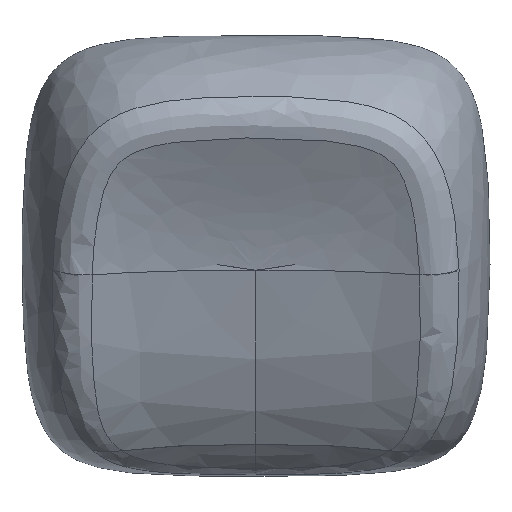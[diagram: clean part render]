
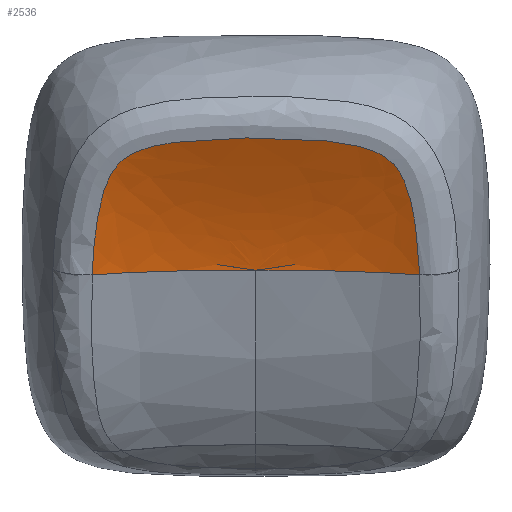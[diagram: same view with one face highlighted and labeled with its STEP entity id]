
A CAD part, top view. The second image highlights one B-rep face of the part: STEP entity #2536.
In plain terms, the highlighted free-form (B-spline) face has degree [3, 3] with [10, 5] control points.
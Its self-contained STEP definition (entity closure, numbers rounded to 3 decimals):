
#40=(
BOUNDED_CURVE()
B_SPLINE_CURVE(5,(#11224,#11225,#11226,#11227,#11228,#11229,#11230,#11231,
#11232),.UNSPECIFIED.,.F.,.F.)
B_SPLINE_CURVE_WITH_KNOTS((6,1,1,1,6),(0.221,0.4,0.6,0.8,1.),
 .UNSPECIFIED.)
CURVE()
GEOMETRIC_REPRESENTATION_ITEM()
RATIONAL_B_SPLINE_CURVE((1.,1.,1.,1.,1.,1.,1.,1.,1.))
REPRESENTATION_ITEM('')
);
#42=(
BOUNDED_CURVE()
B_SPLINE_CURVE(5,(#11296,#11297,#11298,#11299,#11300,#11301,#11302,#11303,
#11304),.UNSPECIFIED.,.F.,.F.)
B_SPLINE_CURVE_WITH_KNOTS((6,1,1,1,6),(0.221,0.4,0.6,0.8,1.),
 .UNSPECIFIED.)
CURVE()
GEOMETRIC_REPRESENTATION_ITEM()
RATIONAL_B_SPLINE_CURVE((1.,1.,1.,1.,1.,1.,1.,1.,1.))
REPRESENTATION_ITEM('')
);
#251=FACE_OUTER_BOUND('',#401,.T.);
#401=EDGE_LOOP('',(#1961,#1962,#1963));
#814=B_SPLINE_CURVE_WITH_KNOTS('',3,(#11099,#11100,#11101,#11102,#11103,
#11104,#11105,#11106,#11107,#11108,#11109,#11110,#11111,#11112,#11113,#11114,
#11115,#11116,#11117,#11118,#11119,#11120,#11121,#11122,#11123,#11124),
 .UNSPECIFIED.,.F.,.F.,(4,1,1,1,1,1,1,1,1,1,1,2,1,1,1,1,1,1,1,1,1,1,4),
(-2.058,-1.852,-1.749,-1.698,
-1.647,-1.595,-1.544,-1.492,-1.441,
-1.338,-1.235,-1.029,-0.823,
-0.72,-0.618,-0.566,-0.515,
-0.463,-0.412,-0.36,-0.309,
-0.206,0.),.UNSPECIFIED.);
#1070=VERTEX_POINT('',#10954);
#1071=VERTEX_POINT('',#11097);
#1073=VERTEX_POINT('',#11223);
#1415=EDGE_CURVE('',#1070,#1071,#814,.T.);
#1418=EDGE_CURVE('',#1071,#1073,#40,.T.);
#1421=EDGE_CURVE('',#1070,#1073,#42,.T.);
#1961=ORIENTED_EDGE('',*,*,#1415,.F.);
#1962=ORIENTED_EDGE('',*,*,#1421,.T.);
#1963=ORIENTED_EDGE('',*,*,#1418,.F.);
#2423=B_SPLINE_SURFACE_WITH_KNOTS('',3,3,((#11246,#11247,#11248,#11249,
#11250),(#11251,#11252,#11253,#11254,#11255),(#11256,#11257,#11258,#11259,
#11260),(#11261,#11262,#11263,#11264,#11265),(#11266,#11267,#11268,#11269,
#11270),(#11271,#11272,#11273,#11274,#11275),(#11276,#11277,#11278,#11279,
#11280),(#11281,#11282,#11283,#11284,#11285),(#11286,#11287,#11288,#11289,
#11290),(#11291,#11292,#11293,#11294,#11295)),.UNSPECIFIED.,.F.,.F.,.F.,
(4,1,1,1,1,1,1,4),(4,1,4),(0.,0.143,0.286,0.429,
0.571,0.714,0.857,1.),(0.142,
0.51,1.),.UNSPECIFIED.);
#2536=ADVANCED_FACE('',(#251),#2423,.F.);
#10954=CARTESIAN_POINT('',(-6.123,-0.726,7.008));
#11097=CARTESIAN_POINT('',(6.123,-0.726,7.008));
#11099=CARTESIAN_POINT('Ctrl Pts',(-6.123,-0.726,
7.008));
#11100=CARTESIAN_POINT('Ctrl Pts',(-6.097,-0.079,
7.173));
#11101=CARTESIAN_POINT('Ctrl Pts',(-6.021,0.888,7.429));
#11102=CARTESIAN_POINT('Ctrl Pts',(-5.823,1.965,7.743));
#11103=CARTESIAN_POINT('Ctrl Pts',(-5.648,2.548,7.925));
#11104=CARTESIAN_POINT('Ctrl Pts',(-5.472,2.962,8.059));
#11105=CARTESIAN_POINT('Ctrl Pts',(-5.225,3.345,8.184));
#11106=CARTESIAN_POINT('Ctrl Pts',(-4.89,3.655,8.282));
#11107=CARTESIAN_POINT('Ctrl Pts',(-4.474,3.883,8.349));
#11108=CARTESIAN_POINT('Ctrl Pts',(-3.868,4.092,8.408));
#11109=CARTESIAN_POINT('Ctrl Pts',(-3.05,4.245,8.45));
#11110=CARTESIAN_POINT('Ctrl Pts',(-1.711,4.37,8.488));
#11111=CARTESIAN_POINT('Ctrl Pts',(-0.683,4.395,
8.496));
#11112=CARTESIAN_POINT('Ctrl Pts',(0.684,4.395,8.496));
#11113=CARTESIAN_POINT('Ctrl Pts',(1.709,4.37,8.488));
#11114=CARTESIAN_POINT('Ctrl Pts',(3.054,4.244,8.45));
#11115=CARTESIAN_POINT('Ctrl Pts',(3.868,4.093,8.408));
#11116=CARTESIAN_POINT('Ctrl Pts',(4.479,3.881,8.348));
#11117=CARTESIAN_POINT('Ctrl Pts',(4.889,3.656,8.282));
#11118=CARTESIAN_POINT('Ctrl Pts',(5.229,3.34,8.182));
#11119=CARTESIAN_POINT('Ctrl Pts',(5.471,2.962,8.059));
#11120=CARTESIAN_POINT('Ctrl Pts',(5.649,2.545,7.924));
#11121=CARTESIAN_POINT('Ctrl Pts',(5.823,1.963,7.742));
#11122=CARTESIAN_POINT('Ctrl Pts',(6.021,0.888,7.429));
#11123=CARTESIAN_POINT('Ctrl Pts',(6.097,-0.079,
7.173));
#11124=CARTESIAN_POINT('Ctrl Pts',(6.123,-0.726,
7.008));
#11223=CARTESIAN_POINT('',(0.,-0.552,6.359));
#11224=CARTESIAN_POINT('Ctrl Pts',(6.123,-0.726,
7.008));
#11225=CARTESIAN_POINT('Ctrl Pts',(5.963,-0.713,6.959));
#11226=CARTESIAN_POINT('Ctrl Pts',(5.61,-0.686,
6.859));
#11227=CARTESIAN_POINT('Ctrl Pts',(5.013,-0.647,
6.715));
#11228=CARTESIAN_POINT('Ctrl Pts',(4.06,-0.601,
6.543));
#11229=CARTESIAN_POINT('Ctrl Pts',(2.788,-0.568,
6.421));
#11230=CARTESIAN_POINT('Ctrl Pts',(1.523,-0.555,
6.37));
#11231=CARTESIAN_POINT('Ctrl Pts',(0.532,-0.552,
6.359));
#11232=CARTESIAN_POINT('Ctrl Pts',(0.,-0.552,
6.359));
#11246=CARTESIAN_POINT('Ctrl Pts',(-6.462,-0.755,
7.118));
#11247=CARTESIAN_POINT('Ctrl Pts',(-5.96,-0.709,
6.945));
#11248=CARTESIAN_POINT('Ctrl Pts',(-4.602,-0.608,
6.57));
#11249=CARTESIAN_POINT('Ctrl Pts',(-2.174,-0.552,
6.359));
#11250=CARTESIAN_POINT('Ctrl Pts',(0.,-0.552,
6.359));
#11251=CARTESIAN_POINT('Ctrl Pts',(-6.462,0.329,
7.408));
#11252=CARTESIAN_POINT('Ctrl Pts',(-5.96,0.219,7.193));
#11253=CARTESIAN_POINT('Ctrl Pts',(-4.602,-0.042,
6.722));
#11254=CARTESIAN_POINT('Ctrl Pts',(-2.174,-0.345,
6.414));
#11255=CARTESIAN_POINT('Ctrl Pts',(0.,-0.552,
6.359));
#11256=CARTESIAN_POINT('Ctrl Pts',(-6.248,2.469,7.982));
#11257=CARTESIAN_POINT('Ctrl Pts',(-5.758,2.069,7.689));
#11258=CARTESIAN_POINT('Ctrl Pts',(-4.366,1.059,7.016));
#11259=CARTESIAN_POINT('Ctrl Pts',(-1.997,0.009,
6.509));
#11260=CARTESIAN_POINT('Ctrl Pts',(0.,-0.552,
6.359));
#11261=CARTESIAN_POINT('Ctrl Pts',(-4.897,4.057,8.407));
#11262=CARTESIAN_POINT('Ctrl Pts',(-4.502,3.417,8.05));
#11263=CARTESIAN_POINT('Ctrl Pts',(-3.252,1.911,7.245));
#11264=CARTESIAN_POINT('Ctrl Pts',(-1.35,0.363,
6.604));
#11265=CARTESIAN_POINT('Ctrl Pts',(0.,-0.552,
6.359));
#11266=CARTESIAN_POINT('Ctrl Pts',(-1.978,4.42,8.505));
#11267=CARTESIAN_POINT('Ctrl Pts',(-1.814,3.701,8.126));
#11268=CARTESIAN_POINT('Ctrl Pts',(-1.257,2.146,7.308));
#11269=CARTESIAN_POINT('Ctrl Pts',(-0.475,0.54,
6.651));
#11270=CARTESIAN_POINT('Ctrl Pts',(0.,-0.552,
6.359));
#11271=CARTESIAN_POINT('Ctrl Pts',(1.982,4.419,8.504));
#11272=CARTESIAN_POINT('Ctrl Pts',(1.819,3.7,8.126));
#11273=CARTESIAN_POINT('Ctrl Pts',(1.26,2.146,7.308));
#11274=CARTESIAN_POINT('Ctrl Pts',(0.475,0.54,6.651));
#11275=CARTESIAN_POINT('Ctrl Pts',(0.,-0.552,
6.359));
#11276=CARTESIAN_POINT('Ctrl Pts',(4.893,4.056,8.407));
#11277=CARTESIAN_POINT('Ctrl Pts',(4.498,3.415,8.05));
#11278=CARTESIAN_POINT('Ctrl Pts',(3.25,1.911,7.245));
#11279=CARTESIAN_POINT('Ctrl Pts',(1.35,0.363,6.604));
#11280=CARTESIAN_POINT('Ctrl Pts',(0.,-0.552,
6.359));
#11281=CARTESIAN_POINT('Ctrl Pts',(6.248,2.469,7.982));
#11282=CARTESIAN_POINT('Ctrl Pts',(5.757,2.069,7.689));
#11283=CARTESIAN_POINT('Ctrl Pts',(4.366,1.059,7.016));
#11284=CARTESIAN_POINT('Ctrl Pts',(1.997,0.009,
6.509));
#11285=CARTESIAN_POINT('Ctrl Pts',(0.,-0.552,
6.359));
#11286=CARTESIAN_POINT('Ctrl Pts',(6.462,0.329,7.408));
#11287=CARTESIAN_POINT('Ctrl Pts',(5.96,0.219,7.193));
#11288=CARTESIAN_POINT('Ctrl Pts',(4.602,-0.041,
6.722));
#11289=CARTESIAN_POINT('Ctrl Pts',(2.174,-0.345,6.414));
#11290=CARTESIAN_POINT('Ctrl Pts',(0.,-0.552,
6.359));
#11291=CARTESIAN_POINT('Ctrl Pts',(6.462,-0.755,
7.118));
#11292=CARTESIAN_POINT('Ctrl Pts',(5.96,-0.709,6.945));
#11293=CARTESIAN_POINT('Ctrl Pts',(4.602,-0.608,
6.57));
#11294=CARTESIAN_POINT('Ctrl Pts',(2.174,-0.552,6.359));
#11295=CARTESIAN_POINT('Ctrl Pts',(0.,-0.552,
6.359));
#11296=CARTESIAN_POINT('Ctrl Pts',(-6.123,-0.726,
7.008));
#11297=CARTESIAN_POINT('Ctrl Pts',(-5.964,-0.713,
6.959));
#11298=CARTESIAN_POINT('Ctrl Pts',(-5.61,-0.686,
6.859));
#11299=CARTESIAN_POINT('Ctrl Pts',(-5.013,-0.647,
6.715));
#11300=CARTESIAN_POINT('Ctrl Pts',(-4.06,-0.601,
6.543));
#11301=CARTESIAN_POINT('Ctrl Pts',(-2.788,-0.568,
6.421));
#11302=CARTESIAN_POINT('Ctrl Pts',(-1.523,-0.555,
6.37));
#11303=CARTESIAN_POINT('Ctrl Pts',(-0.532,-0.552,
6.359));
#11304=CARTESIAN_POINT('Ctrl Pts',(0.,-0.552,
6.359));
